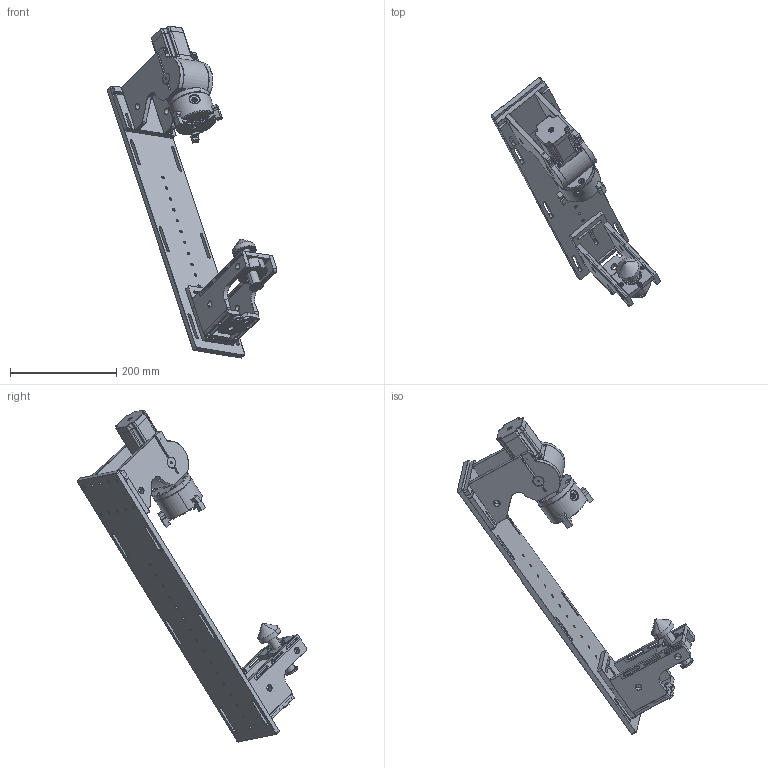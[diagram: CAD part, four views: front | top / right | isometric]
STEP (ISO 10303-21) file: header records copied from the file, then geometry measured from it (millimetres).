
FILE_DESCRIPTION (( 'STEP AP214' ), '1' );
FILE_NAME ('CHUCK-TAILSTOCK ROTARY FIXTURE.STEP', '2025-06-18T23:03:57', ( '' ), ( '' ), 'SwSTEP 2.0', 'SolidWorks 2023', '' );
FILE_SCHEMA (( 'AUTOMOTIVE_DESIGN' ));
Length unit declared in the file: inch
Products named in the file (22): BODY3; TAILSTOCK_BODY4; TAILSTOCK_BODY7; TAILSTOCK_BODY8; BODY1; TAILSTOCK_BODY1; TAILSTOCK_BODY9; BODY4; BASE2; Rotary Tailstock; MOTOR1; TAILSTOCK_BODY6; TAILSTOCK_BASE2; BASE PLATE; CHUCK-TAILSTOCK ROTARY FIXTURE; TAILSTOCK_BODY5; BASE1; BODY2; TAILSTOCK_BODY3; TAILSTOCK_BASE1; TAILSTOCK_BODY2; Chuck Rotary
Assembly tree (25 placements, depth 3):
  CHUCK-TAILSTOCK ROTARY FIXTURE
    Chuck Rotary
      BODY1
      BASE1
      MOTOR1
      BODY2
      BODY3
      BODY4
      BASE2  x2
    BASE PLATE
    Rotary Tailstock
      TAILSTOCK_BASE1
      TAILSTOCK_BASE2  x2
      TAILSTOCK_BODY1
      TAILSTOCK_BODY2  x2
      TAILSTOCK_BODY3
      TAILSTOCK_BODY4
      TAILSTOCK_BODY5
      TAILSTOCK_BODY6
      TAILSTOCK_BODY7
      TAILSTOCK_BODY8  x2
      TAILSTOCK_BODY9
Bounding box: 319.99 x 431.6 x 625.17 mm (x, y, z)
Volume: 1660972.6 mm3; surface area: 525195.7 mm2
Topology: 47 solids, 81 shells, 2126 faces, 5115 edges, 3043 vertices
Faces by surface type: plane 721, cylinder 579, cone 566, sphere 192, torus 66, bspline 2
Entity records: 54692 total; most frequent: CARTESIAN_POINT 14578, DIRECTION 8191, ORIENTED_EDGE 7984, EDGE_CURVE 4031, AXIS2_PLACEMENT_3D 3251, VERTEX_POINT 2472, EDGE_LOOP 1977, ADVANCED_FACE 1722
